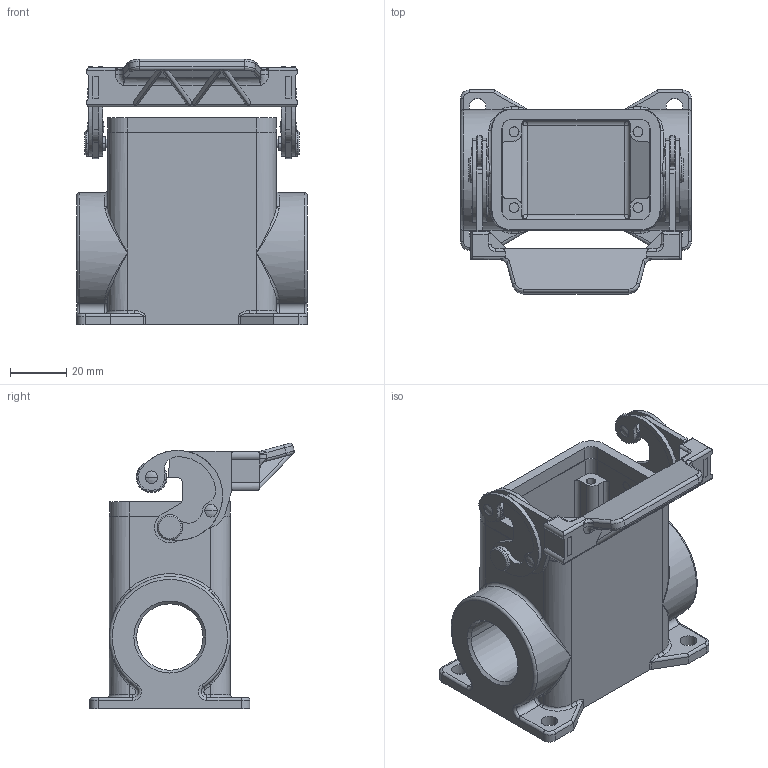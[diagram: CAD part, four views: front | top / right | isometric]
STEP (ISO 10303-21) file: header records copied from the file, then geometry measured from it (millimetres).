
FILE_DESCRIPTION(('Creo Elements/Direct Modeling STEP Export'),'2;1');
FILE_NAME('0ln7uvk5ql6sbg35092','2023-05-10T13:49:28',(''),(''),'Creo Elements/Direct Modeling STEP processor for AP214 (Solid Model)','Creo Elements/Direct Modeling 20.1B 02-Apr-2019 (C) Parametric Technology GmbH','');
FILE_SCHEMA(('AUTOMOTIVE_DESIGN { 1 0 10303 214 1 1 1 1 }'));
Length unit declared in the file: millimetre
Products named in the file (2): MAP 06 L225
Assembly tree (1 placements, depth 2):
  MAP 06 L225
    MAP 06 L225
Bounding box: 82 x 72.76 x 94.41 mm (x, y, z)
Volume: 113510.6 mm3; surface area: 46530.2 mm2
Topology: 1 solids, 1 shells, 470 faces, 1223 edges, 748 vertices
Faces by surface type: cylinder 205, plane 167, bspline 42, torus 24, sphere 16, cone 16
Entity records: 29794 total; most frequent: CARTESIAN_POINT 15293, ORIENTED_EDGE 2394, DIRECTION 2111, EDGE_CURVE 1197, AXIS2_PLACEMENT_3D 790, VERTEX_POINT 748, VECTOR 531, LINE 531
